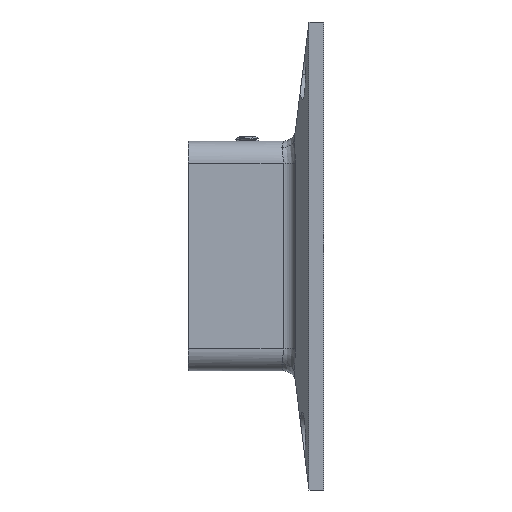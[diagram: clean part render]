
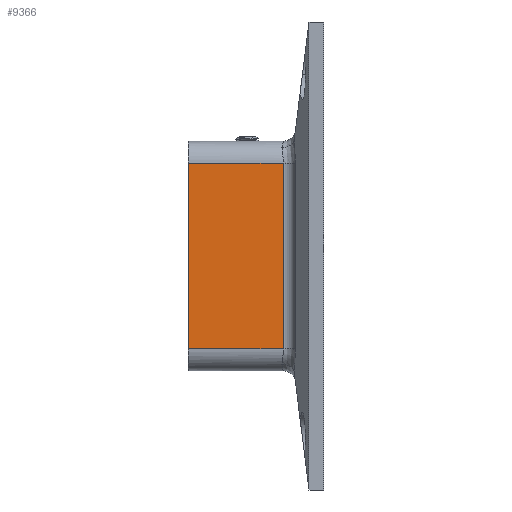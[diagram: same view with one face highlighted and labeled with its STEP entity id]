
A CAD part, left-side view. The second image highlights one B-rep face of the part: STEP entity #9366.
In plain terms, the highlighted planar face has unit normal (-1, 0, 0).
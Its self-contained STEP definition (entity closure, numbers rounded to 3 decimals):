
#238 = VERTEX_POINT ( 'NONE', #11456 ) ;
#377 = VERTEX_POINT ( 'NONE', #4695 ) ;
#456 = AXIS2_PLACEMENT_3D ( 'NONE', #8323, #3615, #1939 ) ;
#964 = CARTESIAN_POINT ( 'NONE',  ( -23.3, -5.528, 18.8 ) ) ;
#1069 = VECTOR ( 'NONE', #10411, 1000. ) ;
#1143 = DIRECTION ( 'NONE',  ( 0., 0., 1. ) ) ;
#1937 = ORIENTED_EDGE ( 'NONE', *, *, #3470, .F. ) ;
#1939 = DIRECTION ( 'NONE',  ( 0., 0., -1. ) ) ;
#2074 = LINE ( 'NONE', #5848, #5442 ) ;
#2466 = EDGE_CURVE ( 'NONE', #238, #3730, #7663, .T. ) ;
#2553 = VERTEX_POINT ( 'NONE', #4821 ) ;
#3470 = EDGE_CURVE ( 'NONE', #2553, #377, #2074, .T. ) ;
#3615 = DIRECTION ( 'NONE',  ( 1., 0., 0. ) ) ;
#3730 = VERTEX_POINT ( 'NONE', #4742 ) ;
#3786 = EDGE_LOOP ( 'NONE', ( #1937, #4505, #7310, #11207 ) ) ;
#4327 = EDGE_CURVE ( 'NONE', #3730, #377, #6918, .T. ) ;
#4505 = ORIENTED_EDGE ( 'NONE', *, *, #4989, .T. ) ;
#4695 = CARTESIAN_POINT ( 'NONE',  ( -23.3, 13.75, -18.8 ) ) ;
#4742 = CARTESIAN_POINT ( 'NONE',  ( -23.3, 13.75, 18.8 ) ) ;
#4821 = CARTESIAN_POINT ( 'NONE',  ( -23.3, -5.528, -18.8 ) ) ;
#4989 = EDGE_CURVE ( 'NONE', #2553, #238, #7766, .T. ) ;
#5442 = VECTOR ( 'NONE', #7952, 1000. ) ;
#5535 = PLANE ( 'NONE',  #456 ) ;
#5707 = CARTESIAN_POINT ( 'NONE',  ( -23.3, 13.75, 18.8 ) ) ;
#5848 = CARTESIAN_POINT ( 'NONE',  ( -23.3, -13.75, -18.8 ) ) ;
#6612 = CARTESIAN_POINT ( 'NONE',  ( -23.3, -13.75, 18.8 ) ) ;
#6918 = LINE ( 'NONE', #5707, #9624 ) ;
#7310 = ORIENTED_EDGE ( 'NONE', *, *, #2466, .T. ) ;
#7663 = LINE ( 'NONE', #6612, #1069 ) ;
#7766 = LINE ( 'NONE', #964, #10819 ) ;
#7952 = DIRECTION ( 'NONE',  ( 0., 1., 0. ) ) ;
#8323 = CARTESIAN_POINT ( 'NONE',  ( -23.3, -13.75, 18.8 ) ) ;
#9366 = ADVANCED_FACE ( 'NONE', ( #10313 ), #5535, .F. ) ;
#9624 = VECTOR ( 'NONE', #11368, 1000. ) ;
#10313 = FACE_OUTER_BOUND ( 'NONE', #3786, .T. ) ;
#10411 = DIRECTION ( 'NONE',  ( 0., 1., 0. ) ) ;
#10819 = VECTOR ( 'NONE', #1143, 1000. ) ;
#11207 = ORIENTED_EDGE ( 'NONE', *, *, #4327, .T. ) ;
#11368 = DIRECTION ( 'NONE',  ( 0., 0., -1. ) ) ;
#11456 = CARTESIAN_POINT ( 'NONE',  ( -23.3, -5.528, 18.8 ) ) ;
